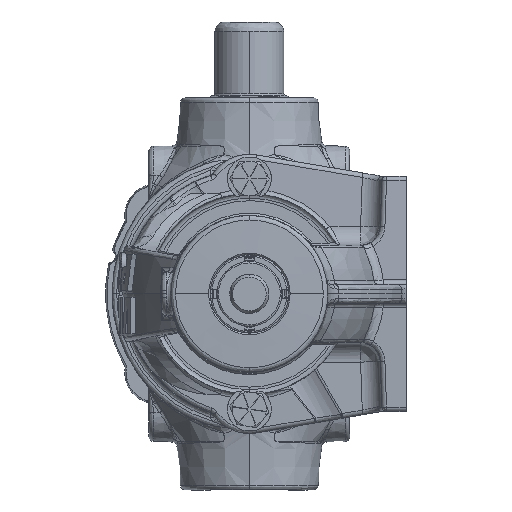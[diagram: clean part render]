
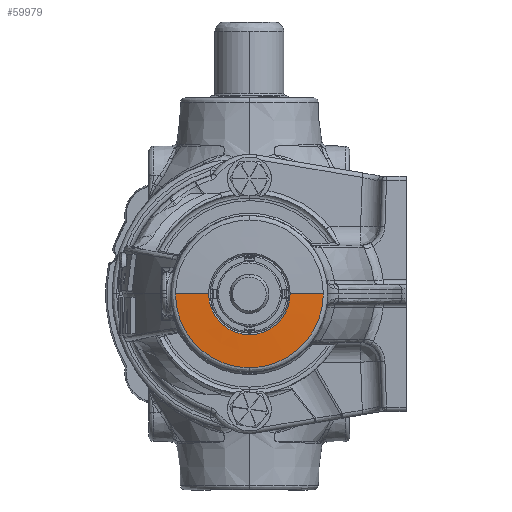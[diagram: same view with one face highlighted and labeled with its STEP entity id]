
A CAD part, left-side view. The second image highlights one B-rep face of the part: STEP entity #59979.
In plain terms, the highlighted conical face has half-angle 88 degrees and reference radius 23.929 mm.
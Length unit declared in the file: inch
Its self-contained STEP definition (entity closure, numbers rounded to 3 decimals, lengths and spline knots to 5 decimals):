
#3385 = DIRECTION ( 'NONE',  ( 0.035, -0.999, 0. ) ) ;
#7689 = VERTEX_POINT ( 'NONE', #38221 ) ;
#10476 = AXIS2_PLACEMENT_3D ( 'NONE', #116812, #31583, #131071 ) ;
#15372 = ORIENTED_EDGE ( 'NONE', *, *, #102563, .F. ) ;
#20581 = DIRECTION ( 'NONE',  ( 1., 0., 0. ) ) ;
#25074 = VERTEX_POINT ( 'NONE', #52646 ) ;
#28653 = AXIS2_PLACEMENT_3D ( 'NONE', #131733, #117483, #103818 ) ;
#31274 = EDGE_CURVE ( 'NONE', #44000, #154672, #55381, .T. ) ;
#31583 = DIRECTION ( 'NONE',  ( 1., 0., 0. ) ) ;
#37504 = CIRCLE ( 'NONE', #10476, 0.94209 ) ;
#38221 = CARTESIAN_POINT ( 'NONE',  ( -4.47202, -0.94209, 0. ) ) ;
#44000 = VERTEX_POINT ( 'NONE', #122225 ) ;
#52646 = CARTESIAN_POINT ( 'NONE',  ( -4.48676, 0.51999, 0. ) ) ;
#52899 = VECTOR ( 'NONE', #3385, 39.37008 ) ;
#53592 = AXIS2_PLACEMENT_3D ( 'NONE', #155360, #70338, #169635 ) ;
#55381 = CIRCLE ( 'NONE', #142924, 0.94209 ) ;
#57397 = LINE ( 'NONE', #117070, #52899 ) ;
#57473 = EDGE_CURVE ( 'NONE', #7689, #44000, #37504, .T. ) ;
#58393 = DIRECTION ( 'NONE',  ( 1., 0., 0. ) ) ;
#58865 = CIRCLE ( 'NONE', #53592, 0.51999 ) ;
#59979 = ADVANCED_FACE ( 'NONE', ( #144232 ), #88718, .T. ) ;
#60131 = EDGE_LOOP ( 'NONE', ( #15372, #148553, #122865, #97348, #76472, #179300 ) ) ;
#65675 = CARTESIAN_POINT ( 'NONE',  ( -4.47202, 0.94209, 0. ) ) ;
#67718 = VERTEX_POINT ( 'NONE', #183628 ) ;
#70066 = LINE ( 'NONE', #65675, #145633 ) ;
#70338 = DIRECTION ( 'NONE',  ( 1., 0., 0. ) ) ;
#76324 = AXIS2_PLACEMENT_3D ( 'NONE', #143451, #58393, #157667 ) ;
#76472 = ORIENTED_EDGE ( 'NONE', *, *, #31274, .F. ) ;
#87241 = EDGE_CURVE ( 'NONE', #155608, #25074, #94173, .T. ) ;
#88718 = CONICAL_SURFACE ( 'NONE', #28653, 0.94209, 1.536 ) ;
#94173 = CIRCLE ( 'NONE', #76324, 0.51999 ) ;
#97348 = ORIENTED_EDGE ( 'NONE', *, *, #138071, .T. ) ;
#98271 = EDGE_CURVE ( 'NONE', #67718, #155608, #58865, .T. ) ;
#102563 = EDGE_CURVE ( 'NONE', #67718, #7689, #57397, .T. ) ;
#103818 = DIRECTION ( 'NONE',  ( 0., 1., 0. ) ) ;
#105793 = CARTESIAN_POINT ( 'NONE',  ( -4.47202, 0., 0. ) ) ;
#106146 = CARTESIAN_POINT ( 'NONE',  ( -4.47202, 0.94209, 0. ) ) ;
#116812 = CARTESIAN_POINT ( 'NONE',  ( -4.47202, 0., 0. ) ) ;
#117070 = CARTESIAN_POINT ( 'NONE',  ( -4.47202, -0.94209, 0. ) ) ;
#117483 = DIRECTION ( 'NONE',  ( 1., 0., 0. ) ) ;
#120063 = DIRECTION ( 'NONE',  ( 0., 0., 1. ) ) ;
#122225 = CARTESIAN_POINT ( 'NONE',  ( -4.47202, 0., -0.94209 ) ) ;
#122865 = ORIENTED_EDGE ( 'NONE', *, *, #87241, .T. ) ;
#131071 = DIRECTION ( 'NONE',  ( 0., 0., 1. ) ) ;
#131733 = CARTESIAN_POINT ( 'NONE',  ( -4.47202, 0., 0. ) ) ;
#138071 = EDGE_CURVE ( 'NONE', #25074, #154672, #70066, .T. ) ;
#138980 = CARTESIAN_POINT ( 'NONE',  ( -4.48676, 0., -0.51999 ) ) ;
#142924 = AXIS2_PLACEMENT_3D ( 'NONE', #105793, #20581, #120063 ) ;
#143451 = CARTESIAN_POINT ( 'NONE',  ( -4.48676, 0., 0. ) ) ;
#144232 = FACE_OUTER_BOUND ( 'NONE', #60131, .T. ) ;
#145633 = VECTOR ( 'NONE', #164938, 39.37008 ) ;
#148553 = ORIENTED_EDGE ( 'NONE', *, *, #98271, .T. ) ;
#154672 = VERTEX_POINT ( 'NONE', #106146 ) ;
#155360 = CARTESIAN_POINT ( 'NONE',  ( -4.48676, 0., 0. ) ) ;
#155608 = VERTEX_POINT ( 'NONE', #138980 ) ;
#157667 = DIRECTION ( 'NONE',  ( 0., 0., -1. ) ) ;
#164938 = DIRECTION ( 'NONE',  ( 0.035, 0.999, 0. ) ) ;
#169635 = DIRECTION ( 'NONE',  ( 0., 0., -1. ) ) ;
#179300 = ORIENTED_EDGE ( 'NONE', *, *, #57473, .F. ) ;
#183628 = CARTESIAN_POINT ( 'NONE',  ( -4.48676, -0.51999, 0. ) ) ;
